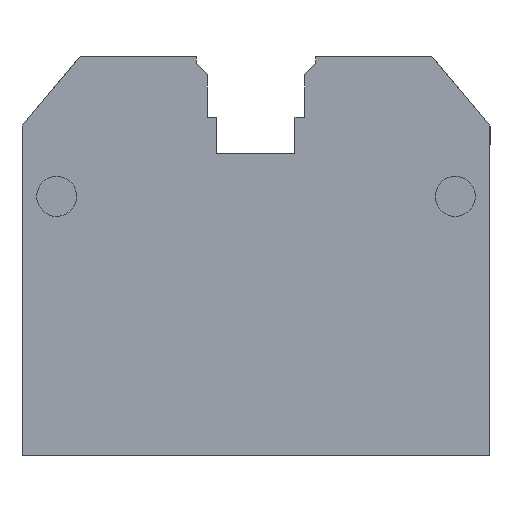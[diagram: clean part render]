
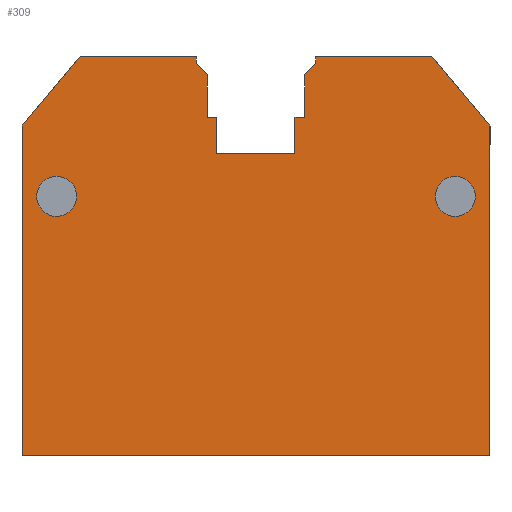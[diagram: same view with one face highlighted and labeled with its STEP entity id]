
A CAD part, left-side view. The second image highlights one B-rep face of the part: STEP entity #309.
In plain terms, the highlighted planar face has unit normal (-1, 0, 0).
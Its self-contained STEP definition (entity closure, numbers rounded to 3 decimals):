
#134=AXIS2_PLACEMENT_3D('Plane Axis2P3D',#131,#132,#133) ;
#275=AXIS2_PLACEMENT_3D('Circle Axis2P3D',#273,#274,$) ;
#284=AXIS2_PLACEMENT_3D('Circle Axis2P3D',#282,#283,$) ;
#293=AXIS2_PLACEMENT_3D('Circle Axis2P3D',#291,#292,$) ;
#302=AXIS2_PLACEMENT_3D('Circle Axis2P3D',#300,#301,$) ;
#96=CARTESIAN_POINT('Line Origine',(2.5,16.025,19.5)) ;
#100=CARTESIAN_POINT('Vertex',(2.5,15.75,19.5)) ;
#102=CARTESIAN_POINT('Vertex',(2.5,16.3,19.5)) ;
#131=CARTESIAN_POINT('Axis2P3D Location',(2.5,13.5,0.)) ;
#136=CARTESIAN_POINT('Line Origine',(2.5,1.678,21.)) ;
#140=CARTESIAN_POINT('Vertex',(2.5,3.356,23.)) ;
#142=CARTESIAN_POINT('Vertex',(2.5,0.,19.)) ;
#145=CARTESIAN_POINT('Line Origine',(2.5,6.703,23.)) ;
#149=CARTESIAN_POINT('Vertex',(2.5,10.05,23.)) ;
#152=CARTESIAN_POINT('Line Origine',(2.5,10.05,22.8)) ;
#156=CARTESIAN_POINT('Vertex',(2.5,10.05,22.6)) ;
#159=CARTESIAN_POINT('Line Origine',(2.5,10.375,22.275)) ;
#163=CARTESIAN_POINT('Vertex',(2.5,10.7,21.95)) ;
#166=CARTESIAN_POINT('Line Origine',(2.5,10.7,20.725)) ;
#170=CARTESIAN_POINT('Vertex',(2.5,10.7,19.5)) ;
#173=CARTESIAN_POINT('Line Origine',(2.5,10.975,19.5)) ;
#177=CARTESIAN_POINT('Vertex',(2.5,11.25,19.5)) ;
#180=CARTESIAN_POINT('Line Origine',(2.5,11.25,18.45)) ;
#184=CARTESIAN_POINT('Vertex',(2.5,11.25,17.4)) ;
#187=CARTESIAN_POINT('Line Origine',(2.5,13.5,17.4)) ;
#191=CARTESIAN_POINT('Vertex',(2.5,15.75,17.4)) ;
#194=CARTESIAN_POINT('Line Origine',(2.5,15.75,18.45)) ;
#199=CARTESIAN_POINT('Line Origine',(2.5,16.3,20.725)) ;
#203=CARTESIAN_POINT('Vertex',(2.5,16.3,21.95)) ;
#206=CARTESIAN_POINT('Line Origine',(2.5,16.625,22.275)) ;
#210=CARTESIAN_POINT('Vertex',(2.5,16.95,22.6)) ;
#213=CARTESIAN_POINT('Line Origine',(2.5,16.95,22.8)) ;
#217=CARTESIAN_POINT('Vertex',(2.5,16.95,23.)) ;
#220=CARTESIAN_POINT('Line Origine',(2.5,20.297,23.)) ;
#224=CARTESIAN_POINT('Vertex',(2.5,23.644,23.)) ;
#227=CARTESIAN_POINT('Line Origine',(2.5,25.322,21.)) ;
#231=CARTESIAN_POINT('Vertex',(2.5,27.,19.)) ;
#234=CARTESIAN_POINT('Line Origine',(2.5,27.,9.5)) ;
#238=CARTESIAN_POINT('Vertex',(2.5,27.,0.)) ;
#241=CARTESIAN_POINT('Line Origine',(2.5,13.5,0.)) ;
#245=CARTESIAN_POINT('Vertex',(2.5,0.,0.)) ;
#248=CARTESIAN_POINT('Line Origine',(2.5,0.,9.5)) ;
#273=CARTESIAN_POINT('Axis2P3D Location',(2.5,25.,14.939)) ;
#277=CARTESIAN_POINT('Vertex',(2.5,25.553,15.951)) ;
#279=CARTESIAN_POINT('Vertex',(2.5,24.447,13.926)) ;
#282=CARTESIAN_POINT('Axis2P3D Location',(2.5,25.,14.939)) ;
#291=CARTESIAN_POINT('Axis2P3D Location',(2.5,2.,14.939)) ;
#295=CARTESIAN_POINT('Vertex',(2.5,1.447,13.926)) ;
#297=CARTESIAN_POINT('Vertex',(2.5,2.553,15.951)) ;
#300=CARTESIAN_POINT('Axis2P3D Location',(2.5,2.,14.939)) ;
#97=DIRECTION('Vector Direction',(0.,1.,0.)) ;
#132=DIRECTION('Axis2P3D Direction',(1.,0.,0.)) ;
#133=DIRECTION('Axis2P3D XDirection',(0.,1.,0.)) ;
#137=DIRECTION('Vector Direction',(0.,-0.643,-0.766)) ;
#146=DIRECTION('Vector Direction',(0.,-1.,0.)) ;
#153=DIRECTION('Vector Direction',(0.,0.,-1.)) ;
#160=DIRECTION('Vector Direction',(0.,0.707,-0.707)) ;
#167=DIRECTION('Vector Direction',(0.,0.,-1.)) ;
#174=DIRECTION('Vector Direction',(0.,1.,0.)) ;
#181=DIRECTION('Vector Direction',(0.,0.,-1.)) ;
#188=DIRECTION('Vector Direction',(0.,1.,0.)) ;
#195=DIRECTION('Vector Direction',(0.,0.,-1.)) ;
#200=DIRECTION('Vector Direction',(0.,0.,-1.)) ;
#207=DIRECTION('Vector Direction',(0.,-0.707,-0.707)) ;
#214=DIRECTION('Vector Direction',(0.,0.,-1.)) ;
#221=DIRECTION('Vector Direction',(0.,-1.,0.)) ;
#228=DIRECTION('Vector Direction',(0.,-0.643,0.766)) ;
#235=DIRECTION('Vector Direction',(0.,0.,1.)) ;
#242=DIRECTION('Vector Direction',(0.,1.,0.)) ;
#249=DIRECTION('Vector Direction',(0.,0.,-1.)) ;
#274=DIRECTION('Axis2P3D Direction',(1.,0.,0.)) ;
#283=DIRECTION('Axis2P3D Direction',(1.,0.,0.)) ;
#292=DIRECTION('Axis2P3D Direction',(1.,0.,0.)) ;
#301=DIRECTION('Axis2P3D Direction',(1.,0.,0.)) ;
#98=VECTOR('Line Direction',#97,1.) ;
#138=VECTOR('Line Direction',#137,1.) ;
#147=VECTOR('Line Direction',#146,1.) ;
#154=VECTOR('Line Direction',#153,1.) ;
#161=VECTOR('Line Direction',#160,1.) ;
#168=VECTOR('Line Direction',#167,1.) ;
#175=VECTOR('Line Direction',#174,1.) ;
#182=VECTOR('Line Direction',#181,1.) ;
#189=VECTOR('Line Direction',#188,1.) ;
#196=VECTOR('Line Direction',#195,1.) ;
#201=VECTOR('Line Direction',#200,1.) ;
#208=VECTOR('Line Direction',#207,1.) ;
#215=VECTOR('Line Direction',#214,1.) ;
#222=VECTOR('Line Direction',#221,1.) ;
#229=VECTOR('Line Direction',#228,1.) ;
#236=VECTOR('Line Direction',#235,1.) ;
#243=VECTOR('Line Direction',#242,1.) ;
#250=VECTOR('Line Direction',#249,1.) ;
#254=ORIENTED_EDGE('',*,*,#144,.F.) ;
#255=ORIENTED_EDGE('',*,*,#151,.F.) ;
#256=ORIENTED_EDGE('',*,*,#158,.T.) ;
#257=ORIENTED_EDGE('',*,*,#165,.F.) ;
#258=ORIENTED_EDGE('',*,*,#172,.T.) ;
#259=ORIENTED_EDGE('',*,*,#179,.T.) ;
#260=ORIENTED_EDGE('',*,*,#186,.T.) ;
#261=ORIENTED_EDGE('',*,*,#193,.T.) ;
#262=ORIENTED_EDGE('',*,*,#198,.F.) ;
#263=ORIENTED_EDGE('',*,*,#104,.T.) ;
#264=ORIENTED_EDGE('',*,*,#205,.F.) ;
#265=ORIENTED_EDGE('',*,*,#212,.F.) ;
#266=ORIENTED_EDGE('',*,*,#219,.F.) ;
#267=ORIENTED_EDGE('',*,*,#226,.F.) ;
#268=ORIENTED_EDGE('',*,*,#233,.F.) ;
#269=ORIENTED_EDGE('',*,*,#240,.F.) ;
#270=ORIENTED_EDGE('',*,*,#247,.F.) ;
#271=ORIENTED_EDGE('',*,*,#252,.F.) ;
#288=ORIENTED_EDGE('',*,*,#281,.F.) ;
#289=ORIENTED_EDGE('',*,*,#286,.F.) ;
#306=ORIENTED_EDGE('',*,*,#299,.F.) ;
#307=ORIENTED_EDGE('',*,*,#304,.F.) ;
#290=FACE_BOUND('',#287,.T.) ;
#308=FACE_BOUND('',#305,.T.) ;
#309=ADVANCED_FACE('V1',(#272,#290,#308),#135,.F.) ;
#276=CIRCLE('generated circle',#275,1.153) ;
#285=CIRCLE('generated circle',#284,1.153) ;
#294=CIRCLE('generated circle',#293,1.153) ;
#303=CIRCLE('generated circle',#302,1.153) ;
#104=EDGE_CURVE('',#101,#103,#99,.T.) ;
#144=EDGE_CURVE('',#141,#143,#139,.T.) ;
#151=EDGE_CURVE('',#150,#141,#148,.T.) ;
#158=EDGE_CURVE('',#150,#157,#155,.T.) ;
#165=EDGE_CURVE('',#164,#157,#162,.F.) ;
#172=EDGE_CURVE('',#164,#171,#169,.T.) ;
#179=EDGE_CURVE('',#171,#178,#176,.T.) ;
#186=EDGE_CURVE('',#178,#185,#183,.T.) ;
#193=EDGE_CURVE('',#185,#192,#190,.T.) ;
#198=EDGE_CURVE('',#101,#192,#197,.T.) ;
#205=EDGE_CURVE('',#204,#103,#202,.T.) ;
#212=EDGE_CURVE('',#211,#204,#209,.T.) ;
#219=EDGE_CURVE('',#218,#211,#216,.T.) ;
#226=EDGE_CURVE('',#225,#218,#223,.T.) ;
#233=EDGE_CURVE('',#232,#225,#230,.T.) ;
#240=EDGE_CURVE('',#239,#232,#237,.T.) ;
#247=EDGE_CURVE('',#246,#239,#244,.T.) ;
#252=EDGE_CURVE('',#143,#246,#251,.T.) ;
#281=EDGE_CURVE('',#278,#280,#276,.F.) ;
#286=EDGE_CURVE('',#280,#278,#285,.F.) ;
#299=EDGE_CURVE('',#296,#298,#294,.F.) ;
#304=EDGE_CURVE('',#298,#296,#303,.F.) ;
#253=EDGE_LOOP('',(#254,#255,#256,#257,#258,#259,#260,#261,#262,#263,#264,#265,#266,#267,#268,#269,#270,#271)) ;
#287=EDGE_LOOP('',(#288,#289)) ;
#305=EDGE_LOOP('',(#306,#307)) ;
#272=FACE_OUTER_BOUND('',#253,.T.) ;
#99=LINE('Line',#96,#98) ;
#139=LINE('Line',#136,#138) ;
#148=LINE('Line',#145,#147) ;
#155=LINE('Line',#152,#154) ;
#162=LINE('Line',#159,#161) ;
#169=LINE('Line',#166,#168) ;
#176=LINE('Line',#173,#175) ;
#183=LINE('Line',#180,#182) ;
#190=LINE('Line',#187,#189) ;
#197=LINE('Line',#194,#196) ;
#202=LINE('Line',#199,#201) ;
#209=LINE('Line',#206,#208) ;
#216=LINE('Line',#213,#215) ;
#223=LINE('Line',#220,#222) ;
#230=LINE('Line',#227,#229) ;
#237=LINE('Line',#234,#236) ;
#244=LINE('Line',#241,#243) ;
#251=LINE('Line',#248,#250) ;
#135=PLANE('',#134) ;
#101=VERTEX_POINT('',#100) ;
#103=VERTEX_POINT('',#102) ;
#141=VERTEX_POINT('',#140) ;
#143=VERTEX_POINT('',#142) ;
#150=VERTEX_POINT('',#149) ;
#157=VERTEX_POINT('',#156) ;
#164=VERTEX_POINT('',#163) ;
#171=VERTEX_POINT('',#170) ;
#178=VERTEX_POINT('',#177) ;
#185=VERTEX_POINT('',#184) ;
#192=VERTEX_POINT('',#191) ;
#204=VERTEX_POINT('',#203) ;
#211=VERTEX_POINT('',#210) ;
#218=VERTEX_POINT('',#217) ;
#225=VERTEX_POINT('',#224) ;
#232=VERTEX_POINT('',#231) ;
#239=VERTEX_POINT('',#238) ;
#246=VERTEX_POINT('',#245) ;
#278=VERTEX_POINT('',#277) ;
#280=VERTEX_POINT('',#279) ;
#296=VERTEX_POINT('',#295) ;
#298=VERTEX_POINT('',#297) ;
